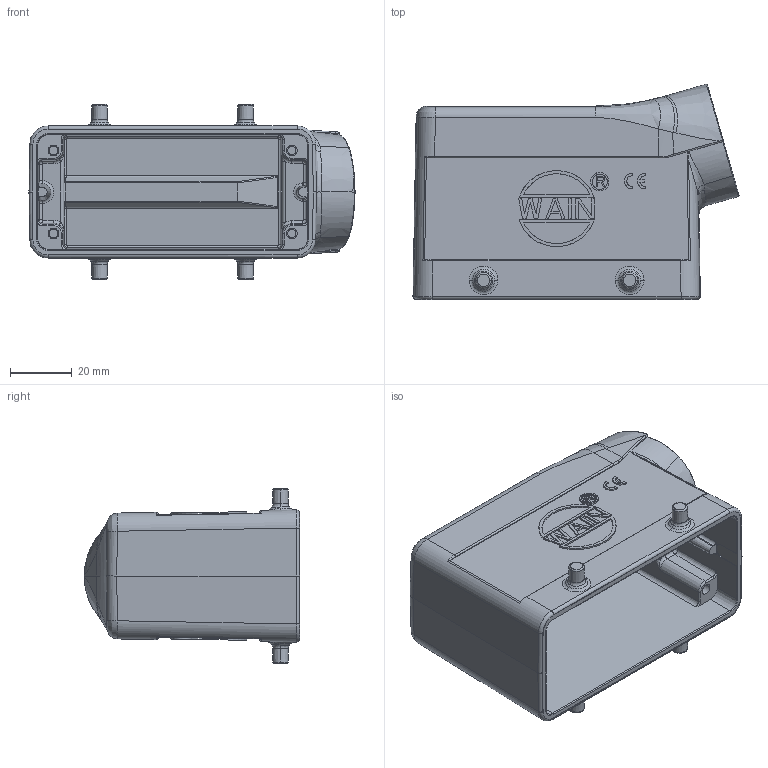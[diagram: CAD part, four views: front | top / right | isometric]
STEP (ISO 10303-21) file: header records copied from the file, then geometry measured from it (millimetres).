
FILE_DESCRIPTION((''),'2;1');
FILE_NAME('H16B-SE-20210419','2024-04-02T',('13449'),(''),'PRO/ENGINEER BY PARAMETRIC TECHNOLOGY CORPORATION, 2012480','PRO/ENGINEER BY PARAMETRIC TECHNOLOGY CORPORATION, 2012480','');
FILE_SCHEMA(('CONFIG_CONTROL_DESIGN'));
Length unit declared in the file: millimetre
Products named in the file (1): H16B-SE-20210419
Bounding box: 106.04 x 70.13 x 57 mm (x, y, z)
Volume: 67034.1 mm3; surface area: 40679.3 mm2
Topology: 1 solids, 1 shells, 533 faces, 1345 edges, 849 vertices
Faces by surface type: plane 252, cylinder 117, bspline 72, torus 48, cone 28, sphere 8, extrusion 8
Entity records: 21337 total; most frequent: CARTESIAN_POINT 9063, ORIENTED_EDGE 2676, DIRECTION 2317, EDGE_CURVE 1338, VERTEX_POINT 849, AXIS2_PLACEMENT_3D 780, VECTOR 757, LINE 749
